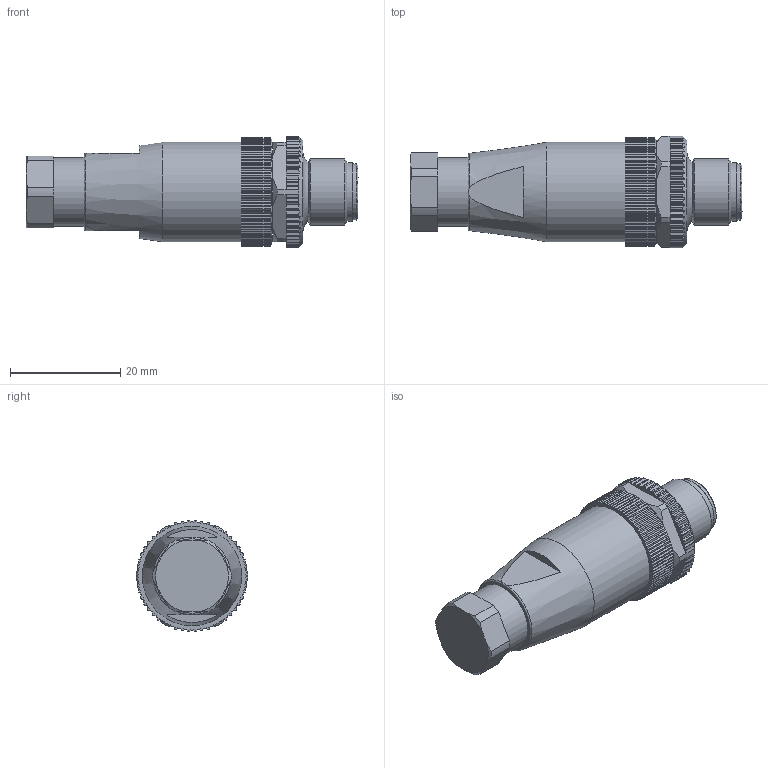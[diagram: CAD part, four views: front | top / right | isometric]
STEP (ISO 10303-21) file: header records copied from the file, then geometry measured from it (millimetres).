
FILE_DESCRIPTION(/* description */ (''),/* implementation_level */ '2;1');
FILE_NAME(/* name */ '99_0537_XXX_05_001_00.stp',/* time_stamp */ '2012-04-19T10:32:45+02:00',/* author */ (''),/* organization */ (''),/* preprocessor_version */ 'ST-DEVELOPER v11',/* originating_system */ 'SIEMENS UGS NX 6.0',/* authorisation */ '');
FILE_SCHEMA (('CONFIG_CONTROL_DESIGN'));
Length unit declared in the file: millimetre
Products named in the file (1): kbor5F1Cps03
Bounding box: 60.1 x 20.2 x 20.16 mm (x, y, z)
Volume: 11672.7 mm3; surface area: 4281.3 mm2
Topology: 1 solids, 1 shells, 628 faces, 1832 edges, 1211 vertices
Faces by surface type: plane 360, cylinder 231, cone 29, sphere 5, torus 3
Full cylindrical faces by diameter (mm): 1 x5, 2 x1, 10.3 x1, 10.6 x1, 12 x1, 12.5 x1, 13.8 x1, 18 x1
Entity records: 21920 total; most frequent: CARTESIAN_POINT 6037, ORIENTED_EDGE 3520, DIRECTION 2998, EDGE_CURVE 1760, VERTEX_POINT 1184, AXIS2_PLACEMENT_3D 1039, LINE 920, VECTOR 920
